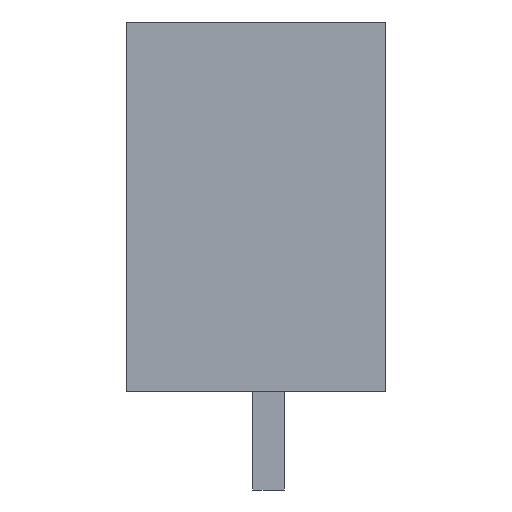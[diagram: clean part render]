
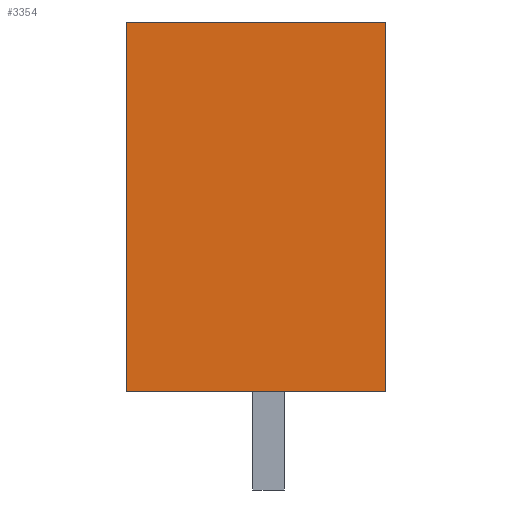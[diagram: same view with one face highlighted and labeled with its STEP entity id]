
A CAD part, left-side view. The second image highlights one B-rep face of the part: STEP entity #3354.
In plain terms, the highlighted planar face has unit normal (-1, 0, 0).
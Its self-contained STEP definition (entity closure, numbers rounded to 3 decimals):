
#3334=AXIS2_PLACEMENT_3D('Plane Axis2P3D',#3331,#3332,#3333) ;
#1127=CARTESIAN_POINT('Vertex',(0.,0.,3.2)) ;
#1130=CARTESIAN_POINT('Line Origine',(0.,4.215,3.2)) ;
#1134=CARTESIAN_POINT('Vertex',(0.,8.43,3.2)) ;
#3167=CARTESIAN_POINT('Line Origine',(0.,0.,9.2)) ;
#3171=CARTESIAN_POINT('Vertex',(0.,0.,15.2)) ;
#3331=CARTESIAN_POINT('Axis2P3D Location',(0.,8.43,15.2)) ;
#3336=CARTESIAN_POINT('Line Origine',(0.,4.215,15.2)) ;
#3340=CARTESIAN_POINT('Vertex',(0.,8.43,15.2)) ;
#3343=CARTESIAN_POINT('Line Origine',(0.,8.43,9.2)) ;
#1131=DIRECTION('Vector Direction',(0.,-1.,0.)) ;
#3168=DIRECTION('Vector Direction',(0.,0.,-1.)) ;
#3332=DIRECTION('Axis2P3D Direction',(-1.,0.,0.)) ;
#3333=DIRECTION('Axis2P3D XDirection',(0.,0.,1.)) ;
#3337=DIRECTION('Vector Direction',(0.,-1.,0.)) ;
#3344=DIRECTION('Vector Direction',(0.,0.,-1.)) ;
#1132=VECTOR('Line Direction',#1131,1.) ;
#3169=VECTOR('Line Direction',#3168,1.) ;
#3338=VECTOR('Line Direction',#3337,1.) ;
#3345=VECTOR('Line Direction',#3344,1.) ;
#3349=ORIENTED_EDGE('',*,*,#3342,.F.) ;
#3350=ORIENTED_EDGE('',*,*,#3347,.T.) ;
#3351=ORIENTED_EDGE('',*,*,#1136,.T.) ;
#3352=ORIENTED_EDGE('',*,*,#3173,.F.) ;
#3354=ADVANCED_FACE('HOUSING',(#3353),#3335,.T.) ;
#1136=EDGE_CURVE('',#1135,#1128,#1133,.T.) ;
#3173=EDGE_CURVE('',#3172,#1128,#3170,.T.) ;
#3342=EDGE_CURVE('',#3341,#3172,#3339,.T.) ;
#3347=EDGE_CURVE('',#3341,#1135,#3346,.T.) ;
#3348=EDGE_LOOP('',(#3349,#3350,#3351,#3352)) ;
#3353=FACE_OUTER_BOUND('',#3348,.T.) ;
#1133=LINE('Line',#1130,#1132) ;
#3170=LINE('Line',#3167,#3169) ;
#3339=LINE('Line',#3336,#3338) ;
#3346=LINE('Line',#3343,#3345) ;
#3335=PLANE('',#3334) ;
#1128=VERTEX_POINT('',#1127) ;
#1135=VERTEX_POINT('',#1134) ;
#3172=VERTEX_POINT('',#3171) ;
#3341=VERTEX_POINT('',#3340) ;
